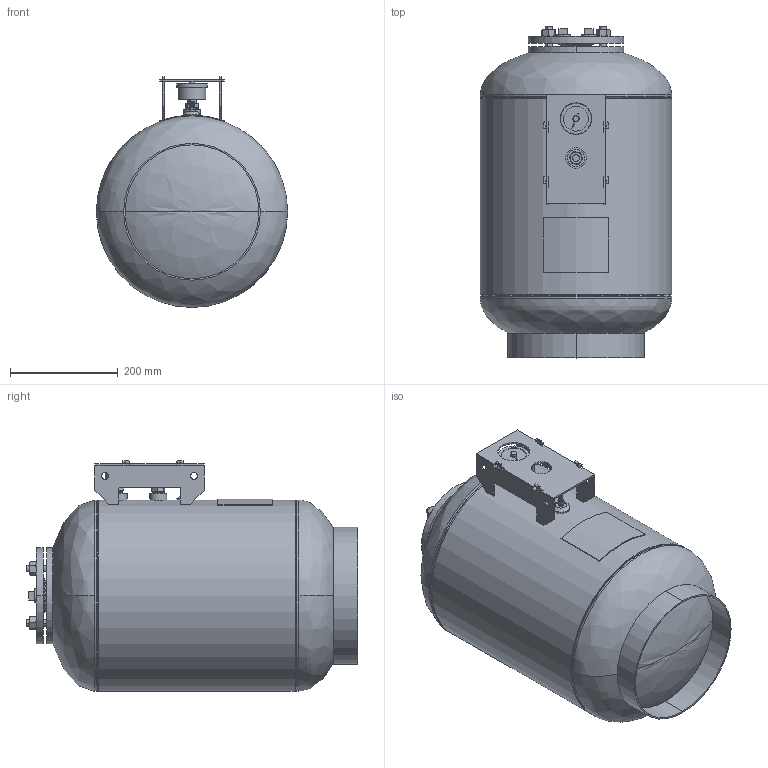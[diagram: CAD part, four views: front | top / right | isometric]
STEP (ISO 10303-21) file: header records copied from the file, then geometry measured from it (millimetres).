
FILE_DESCRIPTION (( 'STEP AP203' ), '1' );
FILE_NAME ('TXA-50.STEP', '2021-03-10T21:22:01', ( '' ), ( '' ), 'SwSTEP 2.0', 'SolidWorks 2021', '' );
FILE_SCHEMA (( 'CONFIG_CONTROL_DESIGN' ));
Length unit declared in the file: inch
Products named in the file (20): 99B0128; 99K0777; 9800522; 9800401_9800400; PLUGS_9500140; 99C0356; 9200060; 07200310_5081T17; 9500030; 9800460_03-34; 9500000; 9800610_HHNUT 0.5000-13-D-N; 9600830_14" VERT; 9011010_1.78125; 9800477; 9400015; 9500010; 99K0776; TXA-50
Assembly tree (27 placements, depth 2):
  TXA-50
    99B0128
    9200060
    9200060
    9500000
    9500010
    9500030
    9800460_03-34
    07200310_5081T17
    9800401_9800400
    PLUGS_9500140  x2
    9400015
    99C0356
    9800522  x4
    9800610_HHNUT 0.5000-13-D-N  x4
    9800477
    9011010_1.78125
    99K0776  x2
    99K0777
    9600830_14" VERT
Bounding box: 355.6 x 616.47 x 429.04 mm (x, y, z)
Volume: 2651568.4 mm3; surface area: 1738205.9 mm2
Topology: 30 solids, 30 shells, 857 faces, 2041 edges, 1241 vertices
Faces by surface type: cylinder 304, cone 274, plane 221, torus 30, bspline 24, sphere 4
Full cylindrical faces by diameter (mm): 350.52 x1, 355.397 x1
Entity records: 35600 total; most frequent: CARTESIAN_POINT 16809, DIRECTION 3412, ORIENTED_EDGE 3398, EDGE_CURVE 1699, AXIS2_PLACEMENT_3D 1342, VERTEX_POINT 1039, EDGE_LOOP 840, LINE 728
